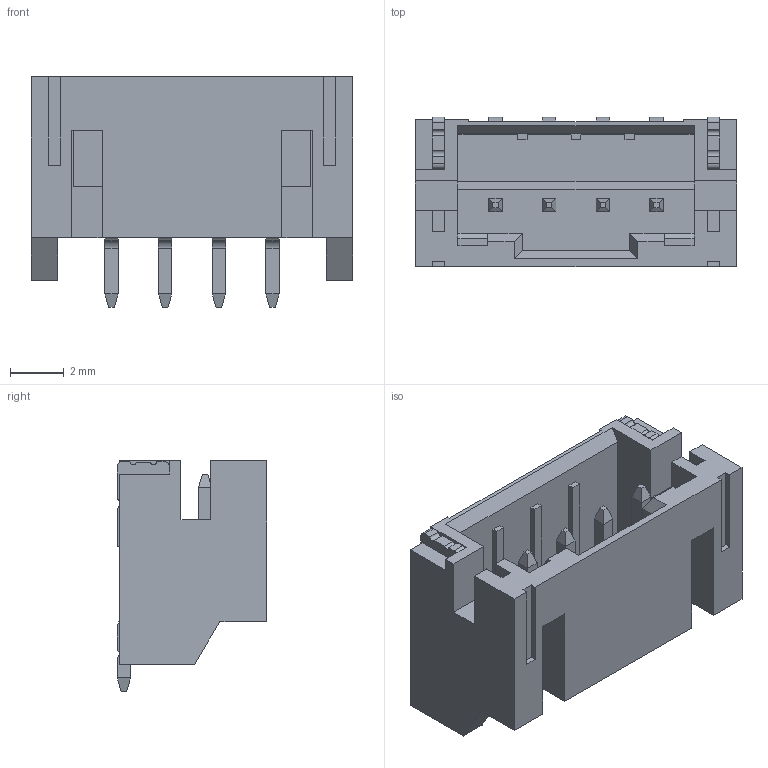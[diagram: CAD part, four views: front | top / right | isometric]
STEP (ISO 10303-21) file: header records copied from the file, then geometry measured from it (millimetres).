
FILE_DESCRIPTION(/* description */ ('Unknown'),/* implementation_level */ '2;1');
FILE_NAME(/* name */ '620104131822',/* time_stamp */ '2018-05-31T17:03:19+02:00',/* author */ ('Unknown'),/* organization */ ('Unknown'),/* preprocessor_version */ 'ST-DEVELOPER v16.7',/* originating_system */ 'DEX',/* authorisation */ $);
FILE_SCHEMA (('AUTOMOTIVE_DESIGN {1 0 10303 214 3 1 1}'));
Length unit declared in the file: millimetre
Products named in the file (4): 6201xx131822; 620104131822; 6201xx131822_PIN; 6201xx131822_Solder tab
Assembly tree (7 placements, depth 2):
  6201xx131822
    620104131822
    6201xx131822_PIN  x4
    6201xx131822_Solder tab  x2
Bounding box: 12 x 5.58 x 8.6 mm (x, y, z)
Volume: 223.7 mm3; surface area: 686.1 mm2
Topology: 7 solids, 7 shells, 275 faces, 760 edges, 492 vertices
Faces by surface type: plane 233, cylinder 42
Entity records: 5874 total; most frequent: CARTESIAN_POINT 1035, ORIENTED_EDGE 1028, DIRECTION 912, EDGE_CURVE 514, LINE 486, VECTOR 486, VERTEX_POINT 336, AXIS2_PLACEMENT_3D 213
